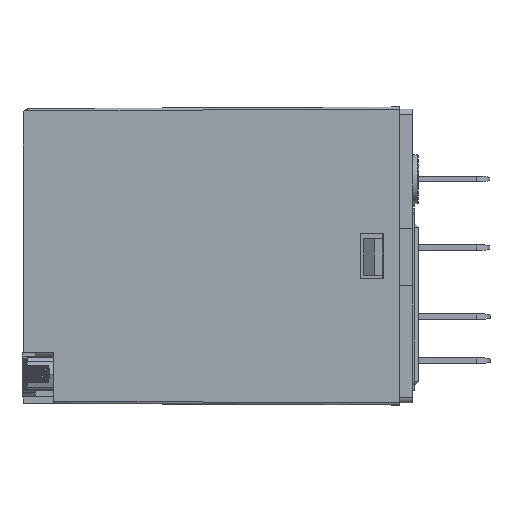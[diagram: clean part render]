
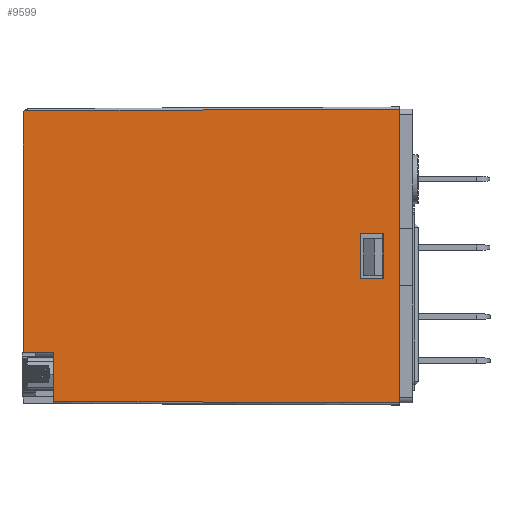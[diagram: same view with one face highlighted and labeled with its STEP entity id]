
A CAD part, left-side view. The second image highlights one B-rep face of the part: STEP entity #9599.
In plain terms, the highlighted face is planar.
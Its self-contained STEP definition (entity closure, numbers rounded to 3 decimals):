
#9599=ADVANCED_FACE('',(#22964,#22966),#22968,.T.);
#22964=FACE_BOUND('',#22965,.T.);
#22965=EDGE_LOOP('',(#30343,#30344,#30345,#30346,#30347,#30348,#30349));
#22966=FACE_BOUND('',#22967,.T.);
#22967=EDGE_LOOP('',(#30350,#30351,#30352,#30353));
#22968=PLANE('',#22969);
#22969=AXIS2_PLACEMENT_3D('',#22970,#22971,#22972);
#22970=CARTESIAN_POINT('',(-13.7,0.,-10.5));
#22971=DIRECTION('',(0.,0.004,-1.));
#22972=DIRECTION('',(0.,1.,0.004));
#30343=ORIENTED_EDGE('',*,*,#34115,.T.);
#30344=ORIENTED_EDGE('',*,*,#34143,.T.);
#30345=ORIENTED_EDGE('',*,*,#34144,.T.);
#30346=ORIENTED_EDGE('',*,*,#34145,.F.);
#30347=ORIENTED_EDGE('',*,*,#34063,.T.);
#30348=ORIENTED_EDGE('',*,*,#34005,.T.);
#30349=ORIENTED_EDGE('',*,*,#34146,.T.);
#30350=ORIENTED_EDGE('',*,*,#34147,.T.);
#30351=ORIENTED_EDGE('',*,*,#34148,.T.);
#30352=ORIENTED_EDGE('',*,*,#34149,.T.);
#30353=ORIENTED_EDGE('',*,*,#34150,.T.);
#34005=EDGE_CURVE('',#38906,#38904,#38907,.T.);
#34063=EDGE_CURVE('',#39010,#38906,#39011,.T.);
#34115=EDGE_CURVE('',#39104,#39102,#39105,.T.);
#34143=EDGE_CURVE('',#39102,#39156,#39157,.T.);
#34144=EDGE_CURVE('',#39156,#39158,#39159,.T.);
#34145=EDGE_CURVE('',#39010,#39158,#39160,.T.);
#34146=EDGE_CURVE('',#38904,#39104,#39161,.T.);
#34147=EDGE_CURVE('',#39162,#39163,#39164,.T.);
#34148=EDGE_CURVE('',#39163,#39165,#39166,.T.);
#34149=EDGE_CURVE('',#39165,#39167,#39168,.T.);
#34150=EDGE_CURVE('',#39167,#39162,#39169,.T.);
#38904=VERTEX_POINT('',#59514);
#38906=VERTEX_POINT('',#59519);
#38907=LINE('',#59520,#59521);
#39010=VERTEX_POINT('',#59746);
#39011=LINE('',#59747,#59748);
#39102=VERTEX_POINT('',#59943);
#39104=VERTEX_POINT('',#59948);
#39105=LINE('',#59949,#59950);
#39156=VERTEX_POINT('',#60057);
#39157=LINE('',#60058,#60059);
#39158=VERTEX_POINT('',#60061);
#39159=LINE('',#60062,#60063);
#39160=LINE('',#60065,#60066);
#39161=LINE('',#60068,#60069);
#39162=VERTEX_POINT('',#60071);
#39163=VERTEX_POINT('',#60072);
#39164=LINE('',#60073,#60074);
#39165=VERTEX_POINT('',#60076);
#39166=LINE('',#60077,#60078);
#39167=VERTEX_POINT('',#60080);
#39168=LINE('',#60081,#60082);
#39169=LINE('',#60084,#60085);
#59514=CARTESIAN_POINT('',(13.361,31.8,-10.361));
#59519=CARTESIAN_POINT('',(8.9,31.8,-10.361));
#59520=CARTESIAN_POINT('',(8.9,31.8,-10.361));
#59521=VECTOR('',#59522,1.);
#59522=DIRECTION('',(1.,0.,0.));
#59746=CARTESIAN_POINT('',(8.9,34.6,-10.349));
#59747=CARTESIAN_POINT('',(8.9,34.6,-10.349));
#59748=VECTOR('',#59749,1.);
#59749=DIRECTION('',(0.,-1.,-0.004));
#59943=CARTESIAN_POINT('',(-13.5,0.,-10.5));
#59948=CARTESIAN_POINT('',(13.5,0.,-10.5));
#59949=CARTESIAN_POINT('',(13.5,0.,-10.5));
#59950=VECTOR('',#59951,1.);
#59951=DIRECTION('',(-1.,0.,0.));
#60057=CARTESIAN_POINT('',(-13.35,34.467,-10.35));
#60058=CARTESIAN_POINT('',(-13.5,0.,-10.5));
#60059=VECTOR('',#60060,1.);
#60060=DIRECTION('',(0.004,1.,0.004));
#60061=CARTESIAN_POINT('',(-13.249,34.6,-10.349));
#60062=CARTESIAN_POINT('',(-13.35,34.467,-10.35));
#60063=VECTOR('',#60064,1.);
#60064=DIRECTION('',(0.602,0.798,0.003));
#60065=CARTESIAN_POINT('',(8.9,34.6,-10.349));
#60066=VECTOR('',#60067,1.);
#60067=DIRECTION('',(-1.,0.,0.));
#60068=CARTESIAN_POINT('',(13.361,31.8,-10.361));
#60069=VECTOR('',#60070,1.);
#60070=DIRECTION('',(0.004,-1.,-0.004));
#60071=CARTESIAN_POINT('',(-2.1,1.45,-10.494));
#60072=CARTESIAN_POINT('',(2.1,1.45,-10.494));
#60073=CARTESIAN_POINT('',(-2.1,1.45,-10.494));
#60074=VECTOR('',#60075,1.);
#60075=DIRECTION('',(1.,0.,0.));
#60076=CARTESIAN_POINT('',(2.1,3.65,-10.484));
#60077=CARTESIAN_POINT('',(2.1,1.45,-10.494));
#60078=VECTOR('',#60079,1.);
#60079=DIRECTION('',(0.,1.,0.004));
#60080=CARTESIAN_POINT('',(-2.1,3.65,-10.484));
#60081=CARTESIAN_POINT('',(2.1,3.65,-10.484));
#60082=VECTOR('',#60083,1.);
#60083=DIRECTION('',(-1.,0.,0.));
#60084=CARTESIAN_POINT('',(-2.1,3.65,-10.484));
#60085=VECTOR('',#60086,1.);
#60086=DIRECTION('',(0.,-1.,-0.004));
